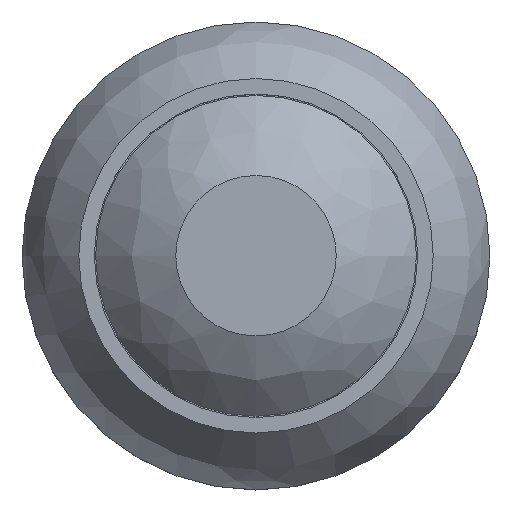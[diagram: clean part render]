
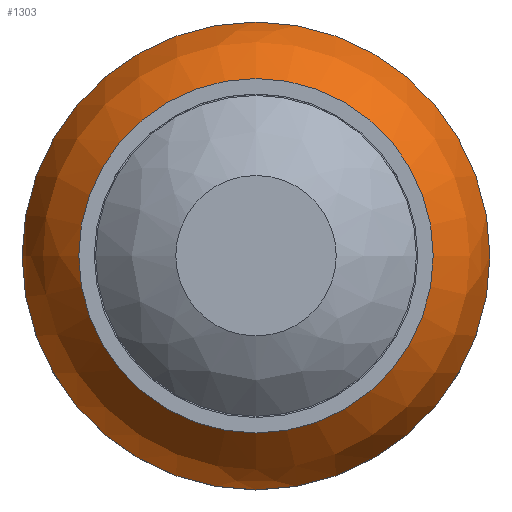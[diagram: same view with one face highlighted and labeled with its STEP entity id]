
A CAD part, top view. The second image highlights one B-rep face of the part: STEP entity #1303.
In plain terms, the highlighted free-form (B-spline) face has degree [2, 2] with [3, 9] control points.
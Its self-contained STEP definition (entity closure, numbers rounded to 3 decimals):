
#1239=CARTESIAN_POINT('',(6.63,5.,0.0));
#1240=VERTEX_POINT('',#1239);
#1241=CARTESIAN_POINT('',(0.0,5.,0.0));
#1242=DIRECTION('',(0.0,-1.0,0.0));
#1243=DIRECTION('',(1.0,0.0,0.0));
#1244=AXIS2_PLACEMENT_3D('',#1241,#1242,#1243);
#1245=CIRCLE('',#1244,6.63);
#1246=EDGE_CURVE('',#1240,#1240,#1245,.T.);
#1254=CARTESIAN_POINT('',(0.,5.,6.63));
#1255=CARTESIAN_POINT('',(0.,3.629,8.316));
#1256=CARTESIAN_POINT('',(0.,1.5,8.75));
#1257=CARTESIAN_POINT('',(6.63,5.,6.63));
#1258=CARTESIAN_POINT('',(8.316,3.629,8.316));
#1259=CARTESIAN_POINT('',(8.75,1.5,8.75));
#1260=CARTESIAN_POINT('',(6.63,5.,0.));
#1261=CARTESIAN_POINT('',(8.316,3.629,0.));
#1262=CARTESIAN_POINT('',(8.75,1.5,0.));
#1263=CARTESIAN_POINT('',(6.63,5.,-6.63));
#1264=CARTESIAN_POINT('',(8.316,3.629,-8.316));
#1265=CARTESIAN_POINT('',(8.75,1.5,-8.75));
#1266=CARTESIAN_POINT('',(0.,5.,-6.63));
#1267=CARTESIAN_POINT('',(0.,3.629,-8.316));
#1268=CARTESIAN_POINT('',(0.,1.5,-8.75));
#1269=CARTESIAN_POINT('',(-6.63,5.,-6.63));
#1270=CARTESIAN_POINT('',(-8.316,3.629,-8.316));
#1271=CARTESIAN_POINT('',(-8.75,1.5,-8.75));
#1272=CARTESIAN_POINT('',(-6.63,5.,0.));
#1273=CARTESIAN_POINT('',(-8.316,3.629,0.));
#1274=CARTESIAN_POINT('',(-8.75,1.5,0.));
#1275=CARTESIAN_POINT('',(-6.63,5.,6.63));
#1276=CARTESIAN_POINT('',(-8.316,3.629,8.316));
#1277=CARTESIAN_POINT('',(-8.75,1.5,8.75));
#1278=CARTESIAN_POINT('',(0.,5.,6.63));
#1279=CARTESIAN_POINT('',(0.,3.629,8.316));
#1280=CARTESIAN_POINT('',(0.,1.5,8.75));
#1288=(BOUNDED_SURFACE()B_SPLINE_SURFACE(2,2,((#1254,#1257,#1260,#1263,#1266,#1269,#1272,#1275,#1278),(#1255,#1258,#1261,#1264,#1267,#1270,#1273,#1276,#1279),(#1256,#1259,#1262,#1265,#1268,#1271,#1274,#1277,#1280)),.UNSPECIFIED.,.F.,.T.,.U.)B_SPLINE_SURFACE_WITH_KNOTS((3,3),(3,2,2,2,3),(-0.888,-0.201),(0.0,1.571,3.142,4.712,6.283),.UNSPECIFIED.)GEOMETRIC_REPRESENTATION_ITEM()RATIONAL_B_SPLINE_SURFACE(((1.0,0.707,1.0,0.707,1.0,0.707,1.0,0.707,1.0),(0.942,0.666,0.942,0.666,0.942,0.666,0.942,0.666,0.942),(1.0,0.707,1.0,0.707,1.0,0.707,1.0,0.707,1.0)))REPRESENTATION_ITEM('')SURFACE());
#1289=CARTESIAN_POINT('',(8.75,1.5,0.0));
#1290=VERTEX_POINT('',#1289);
#1291=CARTESIAN_POINT('',(0.0,1.5,0.0));
#1292=DIRECTION('',(0.0,-1.0,0.0));
#1293=DIRECTION('',(1.0,0.0,0.0));
#1294=AXIS2_PLACEMENT_3D('',#1291,#1292,#1293);
#1295=CIRCLE('',#1294,8.75);
#1296=EDGE_CURVE('',#1290,#1290,#1295,.T.);
#1297=ORIENTED_EDGE('',*,*,#1296,.F.);
#1298=EDGE_LOOP('',(#1297));
#1299=FACE_OUTER_BOUND('',#1298,.T.);
#1300=ORIENTED_EDGE('',*,*,#1246,.T.);
#1301=EDGE_LOOP('',(#1300));
#1302=FACE_BOUND('',#1301,.T.);
#1303=ADVANCED_FACE('',(#1299,#1302),#1288,.T.);
